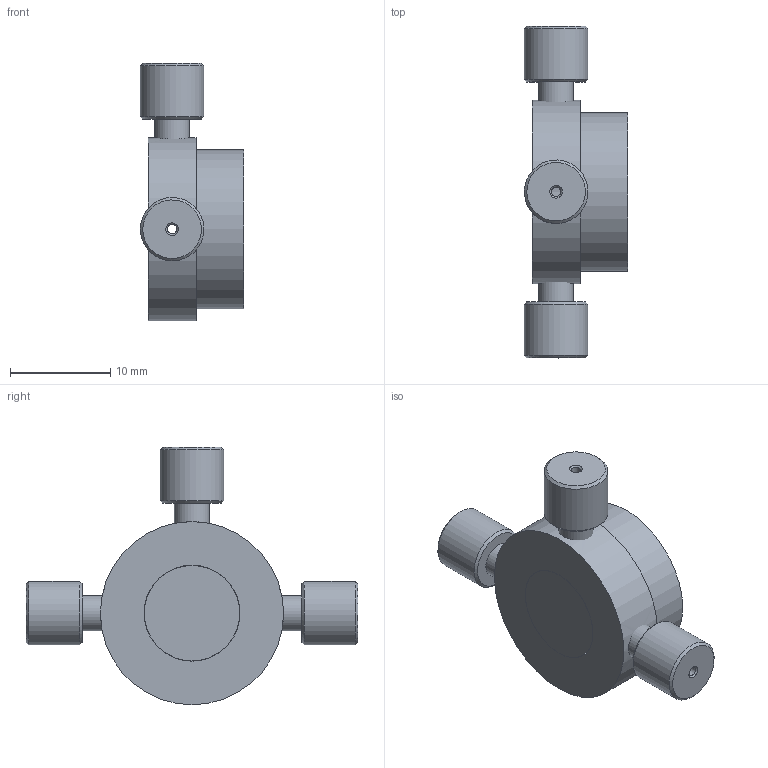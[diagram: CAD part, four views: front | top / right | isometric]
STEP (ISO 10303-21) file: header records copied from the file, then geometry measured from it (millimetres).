
FILE_DESCRIPTION((''),'2;1');
FILE_NAME('305066-MT.5PK Micro volume 1-32 polymeric Tee.stp','2013-08-22T09:14:41',('Franzp'),(''),'Autodesk Inventor 2013','Autodesk Inventor 2013','');
FILE_SCHEMA(('AUTOMOTIVE_DESIGN { 1 0 10303 214 1 1 1 1 }'));
Length unit declared in the file: millimetre
Products named in the file (1): 305066_Shrinkwrap_1
Bounding box: 10.31 x 33.14 x 25.72 mm (x, y, z)
Surface area: 1839.4 mm2 (no closed solid volume)
Topology: 0 solids, 6 shells, 33 faces, 70 edges, 47 vertices
Faces by surface type: cylinder 12, plane 11, cone 10
Full cylindrical faces by diameter (mm): 0.94 x3, 3.302 x1, 3.505 x3, 6.35 x3, 15.875 x1, 18.288 x1
Entity records: 936 total; most frequent: CARTESIAN_POINT 225, DIRECTION 142, AXIS2_PLACEMENT_3D 71, ORIENTED_EDGE 70, EDGE_LOOP 67, VERTEX_POINT 43, EDGE_CURVE 43, CIRCLE 37
